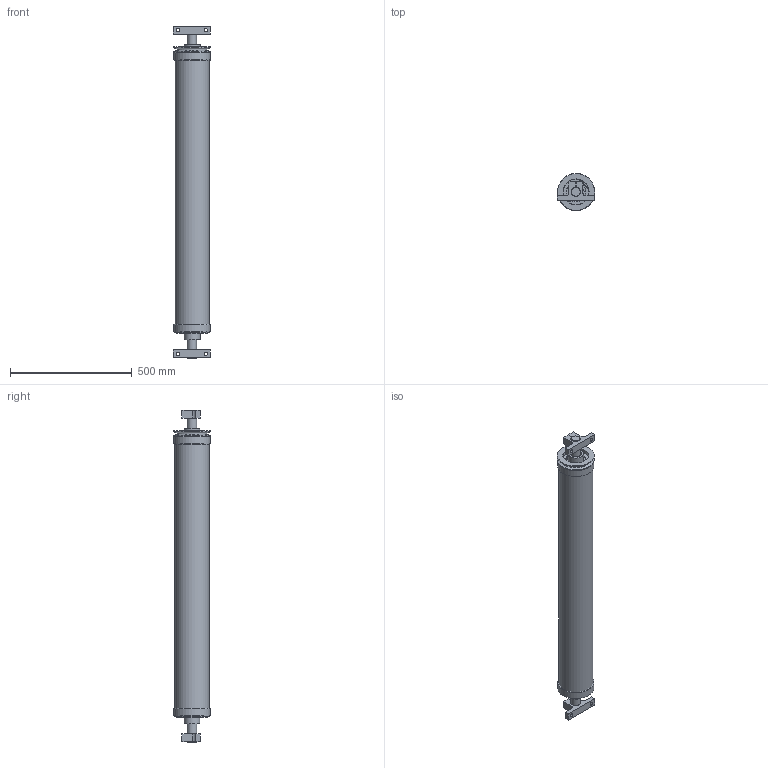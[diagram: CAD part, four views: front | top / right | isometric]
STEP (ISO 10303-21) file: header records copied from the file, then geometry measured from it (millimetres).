
FILE_DESCRIPTION(/* description */ ('5.5 INCH WRINKLESTOP WITH STRETCH END CAP'),/* implementation_level */ '2;1');
FILE_NAME(/* name */ '20566-106D 5.5 WRINKLESTOP 45 INCH FACE CUSTOMER DWG.stp',/* time_stamp */ '2017-05-31T14:25:30-04:00',/* author */ ('mtrusz'),/* organization */ ('CONVERTER ACCESSORY CORPORATION WINDGAP, PA 18091'),/* preprocessor_version */ 'ST-DEVELOPER v16.5',/* originating_system */ 'Autodesk Inventor 2017',/* authorisation */ '');
FILE_SCHEMA (('AUTOMOTIVE_DESIGN { 1 0 10303 214 3 1 1 }'));
Length unit declared in the file: inch
Products named in the file (8): 20566-106D 5.5 WRINKLESTOP 45 INCH FACE CUSTOMER DWG; 20566-101B CUSTOMER DWG; 20566-87E CUSTOMER DWG; 20566-28B CUSTOMER DWG; 20566-25D CUSTOMER DWG; 20566-23E CUSTOMER DWG; 20566-39B CUSTOMER DWG; 20566-98C CUSTOMER DWG
Assembly tree (11 placements, depth 2):
  20566-106D 5.5 WRINKLESTOP 45 INCH FACE CUSTOMER DWG
    20566-101B CUSTOMER DWG  x2
    20566-87E CUSTOMER DWG  x2
    20566-28B CUSTOMER DWG
    20566-25D CUSTOMER DWG
    20566-23E CUSTOMER DWG  x2
    20566-39B CUSTOMER DWG  x2
    20566-98C CUSTOMER DWG
Bounding box: 153.22 x 152.4 x 1362.08 mm (x, y, z)
Volume: 12512941 mm3; surface area: 1361075.3 mm2
Topology: 11 solids, 11 shells, 732 faces, 1919 edges, 1276 vertices
Faces by surface type: plane 681, cylinder 34, cone 17
Full cylindrical faces by diameter (mm): 13.487 x4, 38.1 x2, 44.45 x1, 47.625 x2, 64.834 x2, 77.775 x2, 79.35 x2, 99.06 x1, 104.8 x1, 105.562 x2, 124.968 x1, 127 x2, 130.2 x1, 139.7 x1, 149.225 x2, 152.4 x2
Entity records: 11903 total; most frequent: CARTESIAN_POINT 1992, ORIENTED_EDGE 1892, DIRECTION 1799, EDGE_CURVE 946, LINE 891, VECTOR 891, VERTEX_POINT 647, EDGE_LOOP 459
